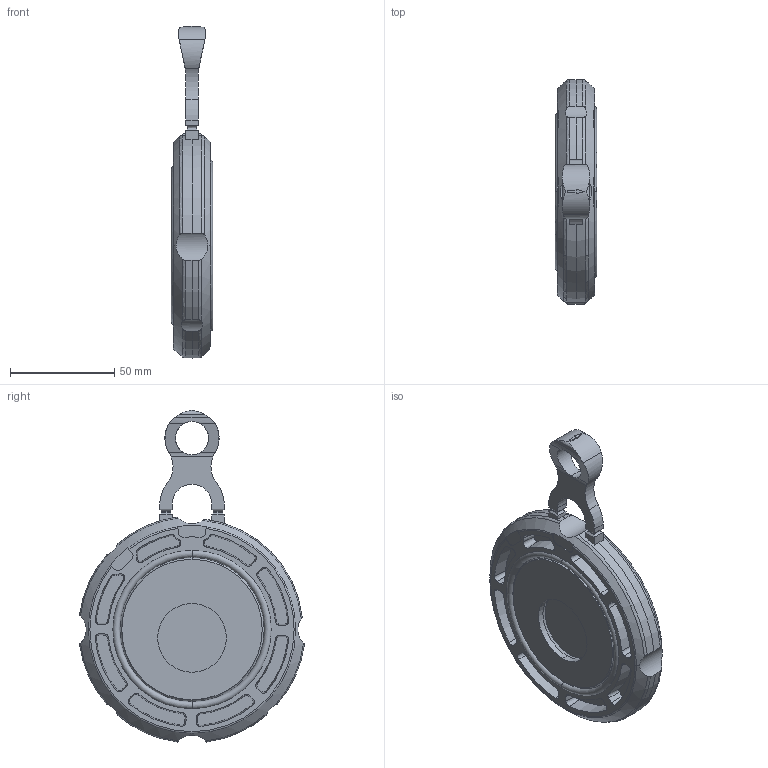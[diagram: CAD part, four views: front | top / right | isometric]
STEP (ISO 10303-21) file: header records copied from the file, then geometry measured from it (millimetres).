
FILE_DESCRIPTION(('STEP AP214'),'1');
FILE_NAME('cctmp_5B95AC0F-485A-4A9F-8C32-12D069480DED_2018_12_7_13_47_40_242..stp','2018-12-07T12:47:40',('Praher Valves GmbH'),('CADClick - www.CADClick.com'),'Spatial InterOp 3D',' ','unknown authorization');
FILE_SCHEMA(('AUTOMOTIVE_DESIGN'));
Length unit declared in the file: millimetre
Products named in the file (1): 1
Bounding box: 19.85 x 108.07 x 159.53 mm (x, y, z)
Volume: 134853.4 mm3; surface area: 38563.7 mm2
Topology: 1 solids, 1 shells, 406 faces, 1135 edges, 746 vertices
Faces by surface type: plane 150, cylinder 122, cone 85, torus 49
Entity records: 18042 total; most frequent: CARTESIAN_POINT 4123, DIRECTION 2292, ORIENTED_EDGE 2270, EDGE_CURVE 1135, AXIS2_PLACEMENT_3D 895, VERTEX_POINT 746, LINE 502, VECTOR 502
